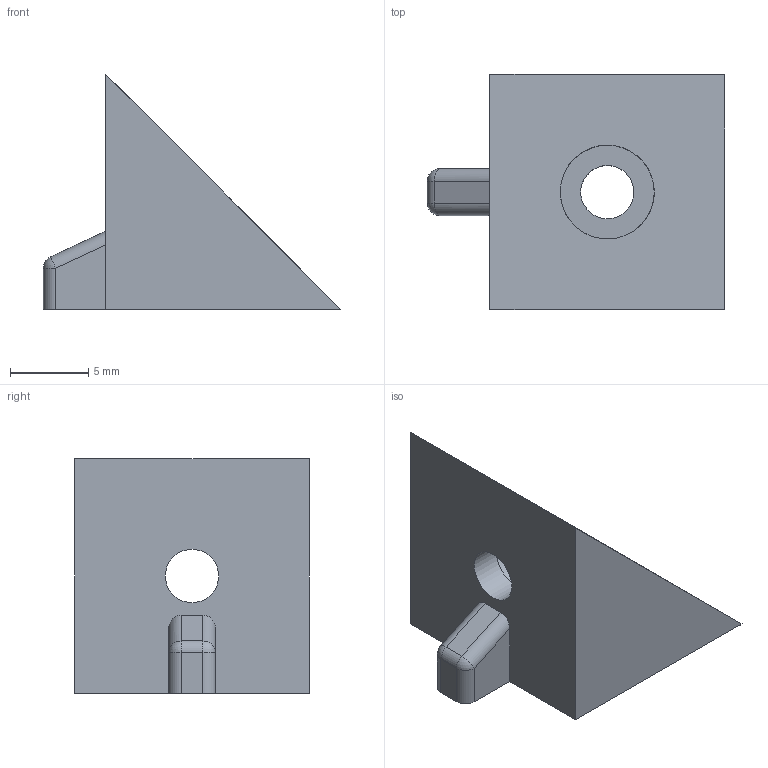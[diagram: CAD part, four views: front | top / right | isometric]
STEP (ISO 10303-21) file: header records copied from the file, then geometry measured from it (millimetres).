
FILE_DESCRIPTION(/* description */ (''),/* implementation_level */ '2;1');
FILE_NAME(/* name */ 'AntiRotationCorner.step',/* time_stamp */ '2021-08-22T11:08:14+02:00',/* author */ (''),/* organization */ (''),/* preprocessor_version */ 'ST-DEVELOPER v18.1',/* originating_system */ 'Autodesk Translation Framework v10.9.0.1377',/* authorisation */ '');
FILE_SCHEMA (('AUTOMOTIVE_DESIGN { 1 0 10303 214 3 1 1 }'));
Length unit declared in the file: millimetre
Products named in the file (4): Micron2.4(WORK IN PROGRESS)06-08-2021; Frame v2; Bed Assembly; 1515AngleBracket
Assembly tree (3 placements, depth 4):
  Micron2.4(WORK IN PROGRESS)06-08-2021
    Frame v2
      Bed Assembly
        1515AngleBracket
Bounding box: 19 x 15 x 15 mm (x, y, z)
Volume: 1458.9 mm3; surface area: 1198.1 mm2
Topology: 1 solids, 1 shells, 22 faces, 50 edges, 31 vertices
Faces by surface type: plane 11, cylinder 9, sphere 2
Full cylindrical faces by diameter (mm): 3.4 x2, 6 x2
Entity records: 733 total; most frequent: DIRECTION 128, CARTESIAN_POINT 110, ORIENTED_EDGE 100, EDGE_CURVE 50, AXIS2_PLACEMENT_3D 49, VERTEX_POINT 31, LINE 30, VECTOR 30
